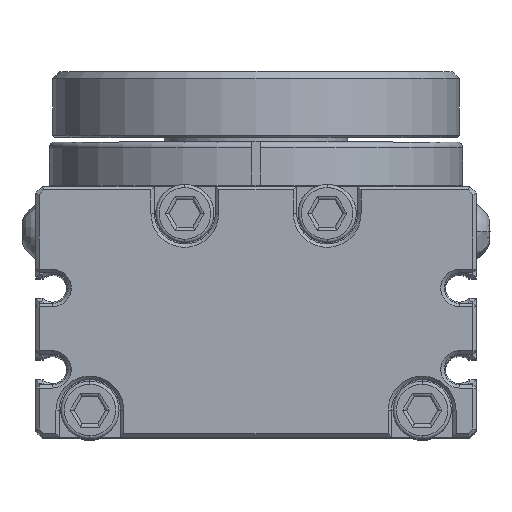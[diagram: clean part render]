
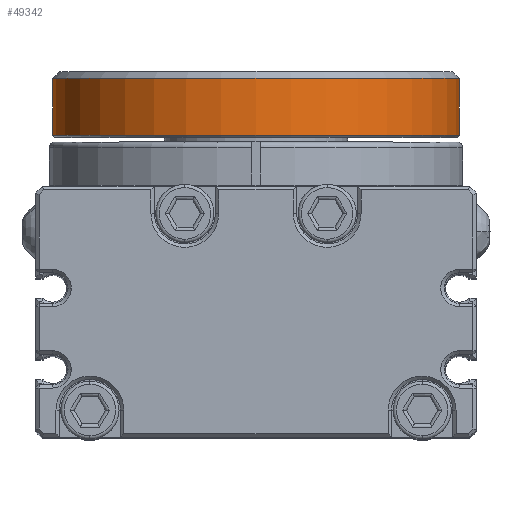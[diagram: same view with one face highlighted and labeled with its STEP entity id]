
A CAD part, top view. The second image highlights one B-rep face of the part: STEP entity #49342.
In plain terms, the highlighted cylindrical face has radius 30 mm (diameter 60 mm), a partial arc.
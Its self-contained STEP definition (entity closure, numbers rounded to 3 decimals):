
#2544 = LINE ( 'NONE', #8190, #42574 ) ;
#3119 = DIRECTION ( 'NONE',  ( -1., 0., 0. ) ) ;
#3889 = CIRCLE ( 'NONE', #43941, 30. ) ;
#6429 = VERTEX_POINT ( 'NONE', #31637 ) ;
#7235 = EDGE_CURVE ( 'NONE', #6429, #50032, #11388, .T. ) ;
#8190 = CARTESIAN_POINT ( 'NONE',  ( -30., 19., 0. ) ) ;
#9649 = EDGE_CURVE ( 'NONE', #34943, #50032, #49434, .T. ) ;
#9769 = VERTEX_POINT ( 'NONE', #15290 ) ;
#11388 = LINE ( 'NONE', #24832, #33294 ) ;
#11553 = CARTESIAN_POINT ( 'NONE',  ( 0., 37., 0. ) ) ;
#11930 = ORIENTED_EDGE ( 'NONE', *, *, #7235, .F. ) ;
#15290 = CARTESIAN_POINT ( 'NONE',  ( -30., 37., 0. ) ) ;
#15438 = DIRECTION ( 'NONE',  ( 1., 0., 0. ) ) ;
#16697 = AXIS2_PLACEMENT_3D ( 'NONE', #49552, #26402, #3119 ) ;
#19978 = DIRECTION ( 'NONE',  ( -1., 0., 0. ) ) ;
#20891 = ORIENTED_EDGE ( 'NONE', *, *, #30460, .T. ) ;
#21770 = FACE_OUTER_BOUND ( 'NONE', #41651, .T. ) ;
#24050 = CARTESIAN_POINT ( 'NONE',  ( 30., 28.6, 0. ) ) ;
#24832 = CARTESIAN_POINT ( 'NONE',  ( 30., 19., 0. ) ) ;
#26402 = DIRECTION ( 'NONE',  ( 0., 1., 0. ) ) ;
#27724 = ORIENTED_EDGE ( 'NONE', *, *, #9649, .T. ) ;
#30460 = EDGE_CURVE ( 'NONE', #6429, #9769, #3889, .T. ) ;
#30836 = CYLINDRICAL_SURFACE ( 'NONE', #37748, 30. ) ;
#31508 = DIRECTION ( 'NONE',  ( 0., -1., 0. ) ) ;
#31637 = CARTESIAN_POINT ( 'NONE',  ( 30., 37., 0. ) ) ;
#32577 = EDGE_CURVE ( 'NONE', #9769, #34943, #2544, .T. ) ;
#33294 = VECTOR ( 'NONE', #48001, 1000. ) ;
#33296 = ORIENTED_EDGE ( 'NONE', *, *, #32577, .T. ) ;
#34943 = VERTEX_POINT ( 'NONE', #36315 ) ;
#36315 = CARTESIAN_POINT ( 'NONE',  ( -30., 28.6, 0. ) ) ;
#37748 = AXIS2_PLACEMENT_3D ( 'NONE', #47094, #31508, #19978 ) ;
#38739 = DIRECTION ( 'NONE',  ( 0., -1., 0. ) ) ;
#41651 = EDGE_LOOP ( 'NONE', ( #11930, #20891, #33296, #27724 ) ) ;
#42574 = VECTOR ( 'NONE', #43102, 1000. ) ;
#43102 = DIRECTION ( 'NONE',  ( 0., -1., 0. ) ) ;
#43941 = AXIS2_PLACEMENT_3D ( 'NONE', #11553, #38739, #15438 ) ;
#47094 = CARTESIAN_POINT ( 'NONE',  ( 0., 19., 0. ) ) ;
#48001 = DIRECTION ( 'NONE',  ( 0., -1., 0. ) ) ;
#49342 = ADVANCED_FACE ( 'NONE', ( #21770 ), #30836, .T. ) ;
#49434 = CIRCLE ( 'NONE', #16697, 30. ) ;
#49552 = CARTESIAN_POINT ( 'NONE',  ( 0., 28.6, 0. ) ) ;
#50032 = VERTEX_POINT ( 'NONE', #24050 ) ;
